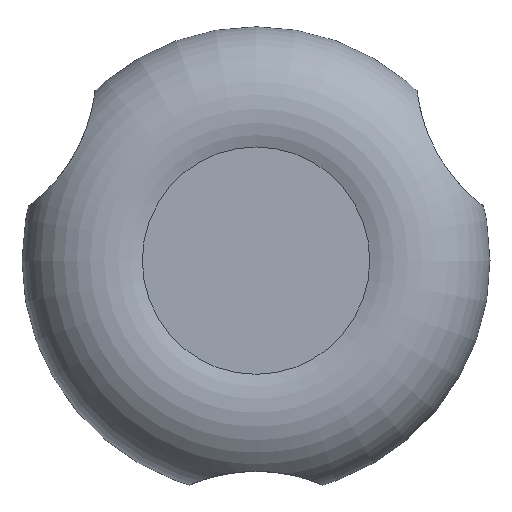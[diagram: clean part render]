
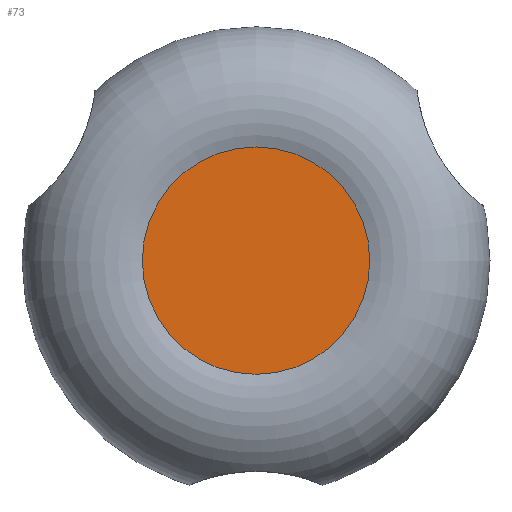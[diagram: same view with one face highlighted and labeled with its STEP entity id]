
A CAD part, top view. The second image highlights one B-rep face of the part: STEP entity #73.
In plain terms, the highlighted planar face has unit normal (0, 0, 1).
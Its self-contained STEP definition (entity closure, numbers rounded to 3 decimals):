
#73 = ADVANCED_FACE( '', ( #185 ), #186, .F. );
#185 = FACE_OUTER_BOUND( '', #351, .T. );
#186 = PLANE( '', #352 );
#351 = EDGE_LOOP( '', ( #516 ) );
#352 = AXIS2_PLACEMENT_3D( '', #517, #518, #519 );
#516 = ORIENTED_EDGE( '', *, *, #917, .T. );
#517 = CARTESIAN_POINT( '', ( 0., 0., 43. ) );
#518 = DIRECTION( '', ( 0., 0., -1. ) );
#519 = DIRECTION( '', ( -1., 0., 0. ) );
#917 = EDGE_CURVE( '', #1076, #1076, #1077, .T. );
#1076 = VERTEX_POINT( '', #1315 );
#1077 = CIRCLE( '', #1316, 17. );
#1315 = CARTESIAN_POINT( '', ( 17., 0., 43. ) );
#1316 = AXIS2_PLACEMENT_3D( '', #2169, #2170, #2171 );
#2169 = CARTESIAN_POINT( '', ( 0., 0., 43. ) );
#2170 = DIRECTION( '', ( 0., 0., 1. ) );
#2171 = DIRECTION( '', ( 1., 0., 0. ) );
